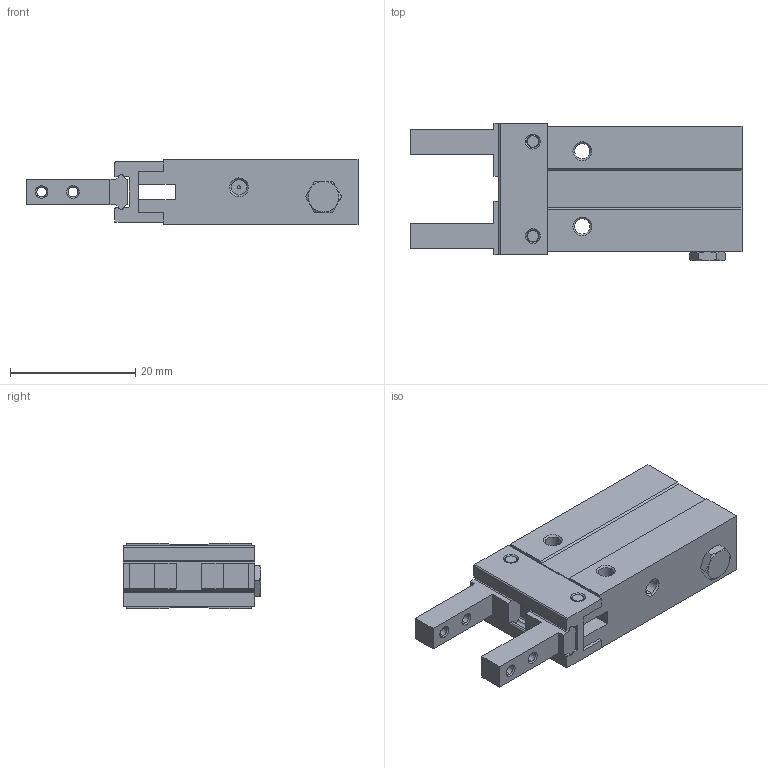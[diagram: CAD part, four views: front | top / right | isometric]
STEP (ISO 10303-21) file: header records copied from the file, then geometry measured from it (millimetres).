
FILE_DESCRIPTION (( 'STEP AP203' ), '1' );
FILE_NAME ('KP06MSA-M.step', '2017-07-18T20:16:11', ( '' ), ( '' ), 'SwSTEP 2.0', 'SolidWorks 2017', '' );
FILE_SCHEMA (( 'CONFIG_CONTROL_DESIGN' ));
Length unit declared in the file: millimetre
Products named in the file (4): KP06MSA-M-1; KP06MSA-M-2; KP06MSA-M-3; KP06MSA-M
Assembly tree (3 placements, depth 2):
  KP06MSA-M
    KP06MSA-M-1
    KP06MSA-M-2
    KP06MSA-M-3
Bounding box: 53 x 22 x 10.5 mm (x, y, z)
Volume: 7053.3 mm3; surface area: 5220.7 mm2
Topology: 3 solids, 4 shells, 196 faces, 478 edges, 302 vertices
Faces by surface type: plane 102, cone 50, cylinder 44
Entity records: 6298 total; most frequent: CARTESIAN_POINT 1320, ORIENTED_EDGE 956, DIRECTION 934, EDGE_CURVE 478, AXIS2_PLACEMENT_3D 348, VERTEX_POINT 302, LINE 238, VECTOR 238
